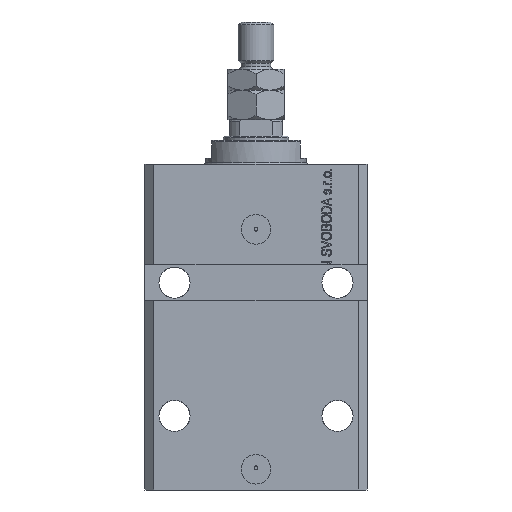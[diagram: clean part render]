
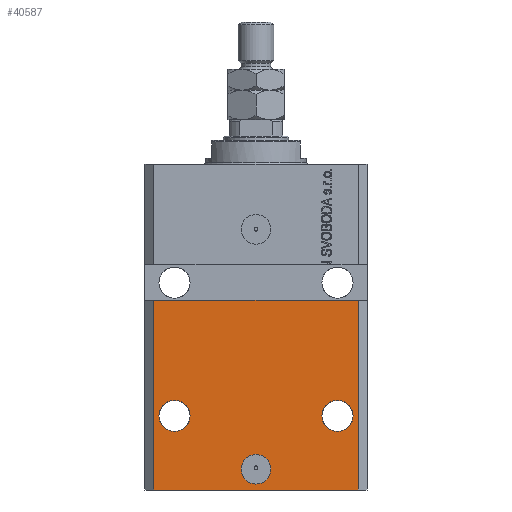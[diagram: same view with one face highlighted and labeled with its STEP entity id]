
A CAD part, front view. The second image highlights one B-rep face of the part: STEP entity #40587.
In plain terms, the highlighted planar face has unit normal (0, -1, 0).
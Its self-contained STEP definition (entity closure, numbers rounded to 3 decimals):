
#353 = CARTESIAN_POINT ( 'NONE',  ( -37.5, -27.5, -46. ) ) ;
#1472 = VECTOR ( 'NONE', #15613, 1000. ) ;
#1946 = CARTESIAN_POINT ( 'NONE',  ( 0., -27.5, -103. ) ) ;
#1971 = DIRECTION ( 'NONE',  ( 0., 0., 1. ) ) ;
#5412 = ORIENTED_EDGE ( 'NONE', *, *, #19591, .F. ) ;
#6946 = EDGE_CURVE ( 'NONE', #19379, #41863, #13727, .T. ) ;
#7386 = CARTESIAN_POINT ( 'NONE',  ( -27.5, -27.5, -85. ) ) ;
#8344 = CIRCLE ( 'NONE', #45903, 5. ) ;
#9221 = VERTEX_POINT ( 'NONE', #19666 ) ;
#9711 = DIRECTION ( 'NONE',  ( 0., -1., 0. ) ) ;
#10325 = CARTESIAN_POINT ( 'NONE',  ( -34.5, -27.5, -110. ) ) ;
#10571 = DIRECTION ( 'NONE',  ( 0., 0., -1. ) ) ;
#10894 = EDGE_CURVE ( 'NONE', #9221, #21654, #18013, .T. ) ;
#11780 = EDGE_CURVE ( 'NONE', #19379, #9221, #30777, .T. ) ;
#11934 = CARTESIAN_POINT ( 'NONE',  ( 22.25, -27.5, -85. ) ) ;
#12201 = CIRCLE ( 'NONE', #31423, 5.25 ) ;
#12572 = DIRECTION ( 'NONE',  ( 0., -1., 0. ) ) ;
#12706 = CARTESIAN_POINT ( 'NONE',  ( -34.5, -27.5, -46. ) ) ;
#12730 = ORIENTED_EDGE ( 'NONE', *, *, #6946, .F. ) ;
#13495 = EDGE_CURVE ( 'NONE', #30346, #46255, #41647, .T. ) ;
#13727 = LINE ( 'NONE', #21256, #36763 ) ;
#14069 = FACE_BOUND ( 'NONE', #25976, .T. ) ;
#15613 = DIRECTION ( 'NONE',  ( 1., 0., 0. ) ) ;
#16357 = DIRECTION ( 'NONE',  ( 1., 0., 0. ) ) ;
#16514 = DIRECTION ( 'NONE',  ( 0., -1., 0. ) ) ;
#17780 = EDGE_CURVE ( 'NONE', #30134, #33011, #8344, .T. ) ;
#17835 = FACE_BOUND ( 'NONE', #25637, .T. ) ;
#18013 = LINE ( 'NONE', #40771, #39970 ) ;
#19379 = VERTEX_POINT ( 'NONE', #24945 ) ;
#19591 = EDGE_CURVE ( 'NONE', #41863, #21654, #19630, .T. ) ;
#19630 = LINE ( 'NONE', #353, #1472 ) ;
#19666 = CARTESIAN_POINT ( 'NONE',  ( 34.5, -27.5, -110. ) ) ;
#19877 = ORIENTED_EDGE ( 'NONE', *, *, #13495, .F. ) ;
#20901 = CARTESIAN_POINT ( 'NONE',  ( -32.75, -27.5, -85. ) ) ;
#21256 = CARTESIAN_POINT ( 'NONE',  ( -34.5, -27.5, -110. ) ) ;
#21609 = CARTESIAN_POINT ( 'NONE',  ( 5., -27.5, -103. ) ) ;
#21644 = EDGE_CURVE ( 'NONE', #33011, #30134, #40718, .T. ) ;
#21654 = VERTEX_POINT ( 'NONE', #47515 ) ;
#21848 = FACE_OUTER_BOUND ( 'NONE', #29066, .T. ) ;
#22951 = ORIENTED_EDGE ( 'NONE', *, *, #11780, .T. ) ;
#24945 = CARTESIAN_POINT ( 'NONE',  ( -34.5, -27.5, -110. ) ) ;
#25637 = EDGE_LOOP ( 'NONE', ( #19877, #27734 ) ) ;
#25739 = CIRCLE ( 'NONE', #40888, 5.25 ) ;
#25976 = EDGE_LOOP ( 'NONE', ( #27682, #38586 ) ) ;
#26412 = DIRECTION ( 'NONE',  ( -1., 0., 0. ) ) ;
#27011 = DIRECTION ( 'NONE',  ( 1., 0., 0. ) ) ;
#27682 = ORIENTED_EDGE ( 'NONE', *, *, #29737, .F. ) ;
#27734 = ORIENTED_EDGE ( 'NONE', *, *, #33161, .F. ) ;
#28983 = ORIENTED_EDGE ( 'NONE', *, *, #17780, .F. ) ;
#29066 = EDGE_LOOP ( 'NONE', ( #5412, #12730, #22951, #38287 ) ) ;
#29360 = DIRECTION ( 'NONE',  ( 0., -1., 0. ) ) ;
#29737 = EDGE_CURVE ( 'NONE', #37973, #46784, #25739, .T. ) ;
#30134 = VERTEX_POINT ( 'NONE', #21609 ) ;
#30346 = VERTEX_POINT ( 'NONE', #37293 ) ;
#30777 = LINE ( 'NONE', #45998, #47184 ) ;
#31118 = DIRECTION ( 'NONE',  ( -1., 0., 0. ) ) ;
#31361 = ORIENTED_EDGE ( 'NONE', *, *, #21644, .F. ) ;
#31423 = AXIS2_PLACEMENT_3D ( 'NONE', #49280, #39008, #43752 ) ;
#32872 = FACE_BOUND ( 'NONE', #40508, .T. ) ;
#33011 = VERTEX_POINT ( 'NONE', #45781 ) ;
#33157 = AXIS2_PLACEMENT_3D ( 'NONE', #10325, #29360, #10571 ) ;
#33161 = EDGE_CURVE ( 'NONE', #46255, #30346, #12201, .T. ) ;
#34161 = DIRECTION ( 'NONE',  ( 0., -1., 0. ) ) ;
#35136 = CARTESIAN_POINT ( 'NONE',  ( 27.5, -27.5, -85. ) ) ;
#35385 = DIRECTION ( 'NONE',  ( 0., -1., 0. ) ) ;
#35690 = CIRCLE ( 'NONE', #46041, 5.25 ) ;
#36300 = DIRECTION ( 'NONE',  ( 0., 0., 1. ) ) ;
#36731 = AXIS2_PLACEMENT_3D ( 'NONE', #43024, #16514, #43516 ) ;
#36763 = VECTOR ( 'NONE', #1971, 1000. ) ;
#37293 = CARTESIAN_POINT ( 'NONE',  ( 32.75, -27.5, -85. ) ) ;
#37973 = VERTEX_POINT ( 'NONE', #45525 ) ;
#38287 = ORIENTED_EDGE ( 'NONE', *, *, #10894, .T. ) ;
#38586 = ORIENTED_EDGE ( 'NONE', *, *, #47883, .F. ) ;
#38602 = CARTESIAN_POINT ( 'NONE',  ( -27.5, -27.5, -85. ) ) ;
#39008 = DIRECTION ( 'NONE',  ( 0., -1., 0. ) ) ;
#39970 = VECTOR ( 'NONE', #36300, 1000. ) ;
#40508 = EDGE_LOOP ( 'NONE', ( #28983, #31361 ) ) ;
#40587 = ADVANCED_FACE ( 'NONE', ( #32872, #17835, #14069, #21848 ), #48108, .T. ) ;
#40718 = CIRCLE ( 'NONE', #36731, 5. ) ;
#40771 = CARTESIAN_POINT ( 'NONE',  ( 34.5, -27.5, -110. ) ) ;
#40888 = AXIS2_PLACEMENT_3D ( 'NONE', #7386, #34161, #26412 ) ;
#41647 = CIRCLE ( 'NONE', #45608, 5.25 ) ;
#41863 = VERTEX_POINT ( 'NONE', #12706 ) ;
#43024 = CARTESIAN_POINT ( 'NONE',  ( 0., -27.5, -103. ) ) ;
#43516 = DIRECTION ( 'NONE',  ( 1., 0., 0. ) ) ;
#43752 = DIRECTION ( 'NONE',  ( 1., 0., 0. ) ) ;
#43978 = DIRECTION ( 'NONE',  ( 1., 0., 0. ) ) ;
#45525 = CARTESIAN_POINT ( 'NONE',  ( -22.25, -27.5, -85. ) ) ;
#45608 = AXIS2_PLACEMENT_3D ( 'NONE', #35136, #35385, #16357 ) ;
#45781 = CARTESIAN_POINT ( 'NONE',  ( -5., -27.5, -103. ) ) ;
#45903 = AXIS2_PLACEMENT_3D ( 'NONE', #1946, #9711, #43978 ) ;
#45998 = CARTESIAN_POINT ( 'NONE',  ( -34.5, -27.5, -110. ) ) ;
#46041 = AXIS2_PLACEMENT_3D ( 'NONE', #38602, #12572, #31118 ) ;
#46255 = VERTEX_POINT ( 'NONE', #11934 ) ;
#46784 = VERTEX_POINT ( 'NONE', #20901 ) ;
#47184 = VECTOR ( 'NONE', #27011, 1000. ) ;
#47515 = CARTESIAN_POINT ( 'NONE',  ( 34.5, -27.5, -46. ) ) ;
#47883 = EDGE_CURVE ( 'NONE', #46784, #37973, #35690, .T. ) ;
#48108 = PLANE ( 'NONE',  #33157 ) ;
#49280 = CARTESIAN_POINT ( 'NONE',  ( 27.5, -27.5, -85. ) ) ;
